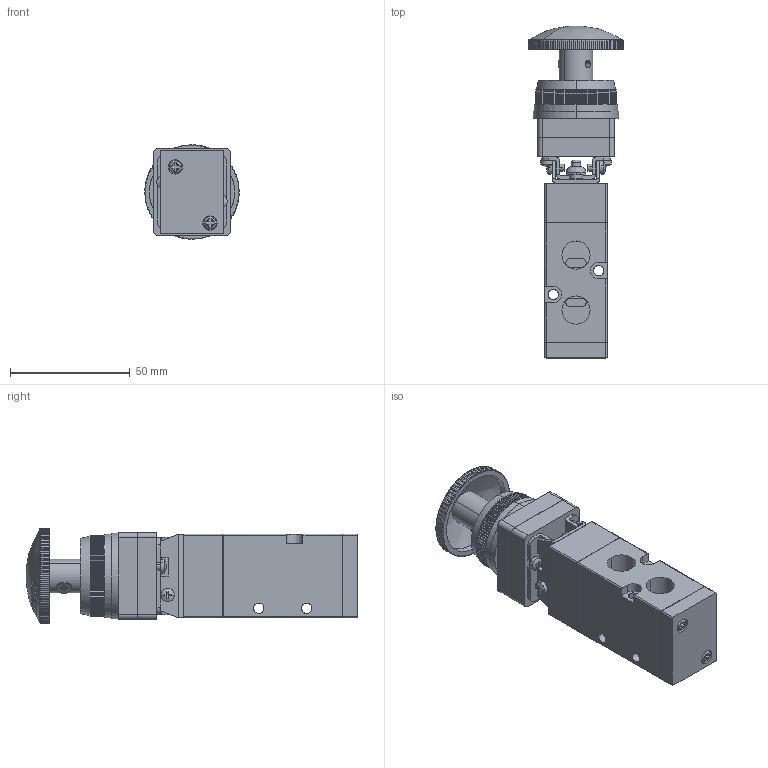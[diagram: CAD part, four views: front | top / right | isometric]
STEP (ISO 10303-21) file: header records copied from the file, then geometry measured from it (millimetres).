
FILE_DESCRIPTION (( 'STEP AP203' ), '1' );
FILE_NAME ('MSV-86522EB.step', '2017-02-27T22:09:25', ( '' ), ( '' ), 'SwSTEP 2.0', 'SolidWorks 2016', '' );
FILE_SCHEMA (( 'CONFIG_CONTROL_DESIGN' ));
Length unit declared in the file: millimetre
Products named in the file (1): MSV-86522EB
Bounding box: 39.5 x 138.87 x 39.5 mm (x, y, z)
Volume: 102135.1 mm3; surface area: 36443.5 mm2
Topology: 16 solids, 16 shells, 1186 faces, 3068 edges, 1958 vertices
Faces by surface type: plane 652, cylinder 467, bspline 57, cone 10
Entity records: 38645 total; most frequent: CARTESIAN_POINT 9862, ORIENTED_EDGE 6124, DIRECTION 5889, EDGE_CURVE 3062, AXIS2_PLACEMENT_3D 2105, VERTEX_POINT 1958, VECTOR 1679, LINE 1679
